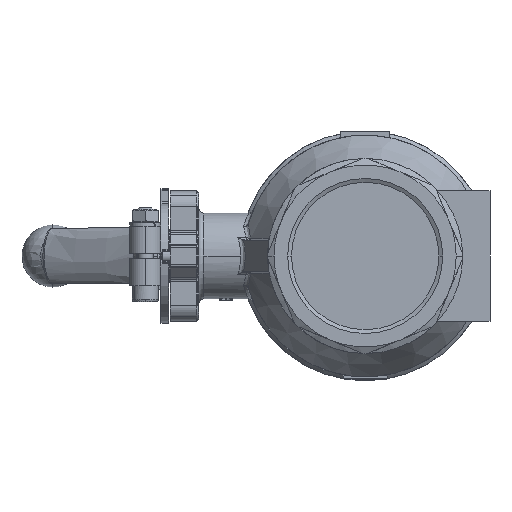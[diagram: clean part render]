
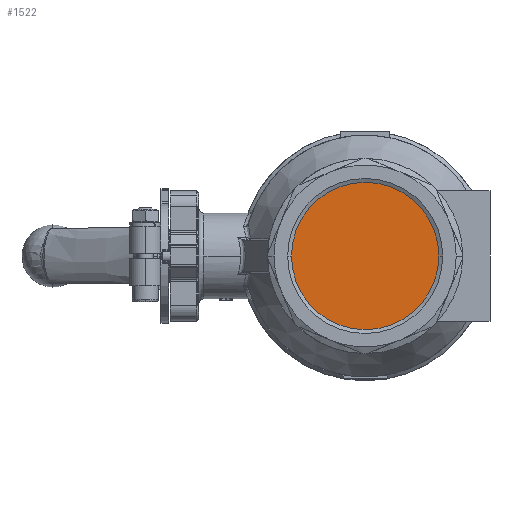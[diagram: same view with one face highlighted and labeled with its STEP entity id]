
A CAD part, left-side view. The second image highlights one B-rep face of the part: STEP entity #1522.
In plain terms, the highlighted planar face has unit normal (-1, 0, 0).
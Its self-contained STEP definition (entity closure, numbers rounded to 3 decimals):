
#1522=ADVANCED_FACE('',(#3580),#3581,.F.);
#3580=FACE_OUTER_BOUND('',#7151,.T.);
#3581=PLANE('',#7152);
#7151=EDGE_LOOP('',(#13683,#13684));
#7152=AXIS2_PLACEMENT_3D('',#13685,#13686,#13687);
#13683=ORIENTED_EDGE('',*,*,#19836,.F.);
#13684=ORIENTED_EDGE('',*,*,#20103,.F.);
#13685=CARTESIAN_POINT('',(-42.0,-26.665,0.0));
#13686=DIRECTION('',(1.0,0.0,0.0));
#13687=DIRECTION('',(0.0,1.0,-0.0));
#19836=EDGE_CURVE('',#23551,#23553,#23554,.T.);
#20103=EDGE_CURVE('',#23553,#23551,#23953,.T.);
#23551=VERTEX_POINT('',#29521);
#23553=VERTEX_POINT('',#29524);
#23554=CIRCLE('',#29525,28.33);
#23953=CIRCLE('',#30314,28.33);
#29521=CARTESIAN_POINT('',(-42.0,-28.33,0.0));
#29524=CARTESIAN_POINT('',(-42.0,28.33,0.));
#29525=AXIS2_PLACEMENT_3D('',#38029,#38030,#38031);
#30314=AXIS2_PLACEMENT_3D('',#38268,#38269,#38270);
#38029=CARTESIAN_POINT('',(-42.0,0.0,0.0));
#38030=DIRECTION('',(1.0,0.0,0.0));
#38031=DIRECTION('',(0.0,-1.0,0.0));
#38268=CARTESIAN_POINT('',(-42.0,0.0,0.0));
#38269=DIRECTION('',(1.0,0.0,0.0));
#38270=DIRECTION('',(0.0,-1.0,0.0));
